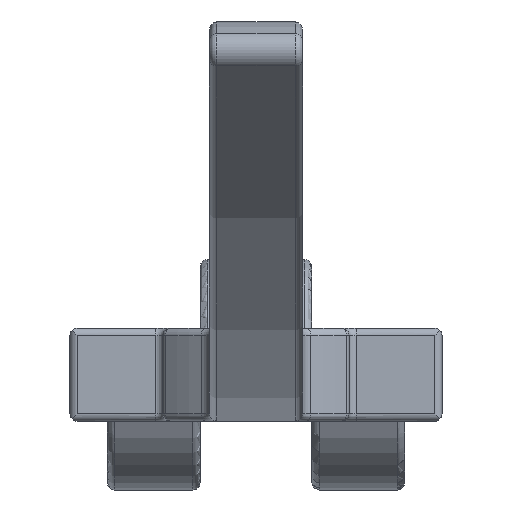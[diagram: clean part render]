
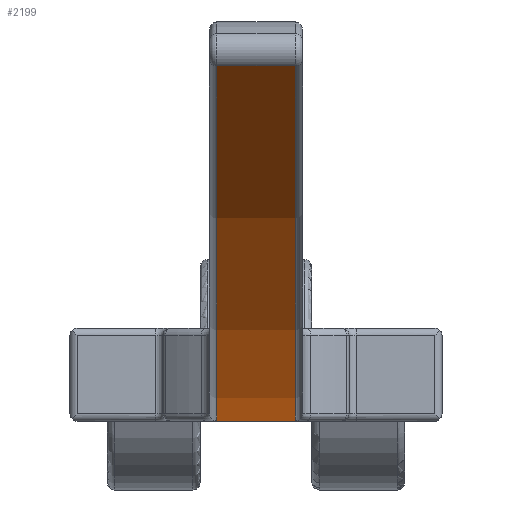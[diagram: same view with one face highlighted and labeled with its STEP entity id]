
A CAD part, left-side view. The second image highlights one B-rep face of the part: STEP entity #2199.
In plain terms, the highlighted cylindrical face has radius 51.046 mm (diameter 102.091 mm), a partial arc.
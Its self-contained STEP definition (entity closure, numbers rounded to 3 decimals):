
#247=FACE_OUTER_BOUND('',#390,.T.);
#390=EDGE_LOOP('',(#1986,#1987,#1988,#1989));
#523=CIRCLE('',#2501,51.046);
#526=CIRCLE('',#2509,51.046);
#566=LINE('',#3432,#707);
#668=LINE('',#4036,#809);
#707=VECTOR('',#2666,10.);
#809=VECTOR('',#3246,10.);
#894=VERTEX_POINT('',#3429);
#895=VERTEX_POINT('',#3431);
#1005=VERTEX_POINT('',#3980);
#1012=VERTEX_POINT('',#4012);
#1090=EDGE_CURVE('',#895,#894,#566,.T.);
#1325=EDGE_CURVE('',#895,#1012,#523,.T.);
#1329=EDGE_CURVE('',#1012,#1005,#668,.T.);
#1333=EDGE_CURVE('',#1005,#894,#526,.T.);
#1986=ORIENTED_EDGE('',*,*,#1325,.F.);
#1987=ORIENTED_EDGE('',*,*,#1090,.T.);
#1988=ORIENTED_EDGE('',*,*,#1333,.F.);
#1989=ORIENTED_EDGE('',*,*,#1329,.F.);
#2056=CYLINDRICAL_SURFACE('',#2524,51.046);
#2199=ADVANCED_FACE('',(#247),#2056,.T.);
#2501=AXIS2_PLACEMENT_3D('',#4029,#3234,#3235);
#2509=AXIS2_PLACEMENT_3D('',#4043,#3255,#3256);
#2524=AXIS2_PLACEMENT_3D('',#4076,#3288,#3289);
#2666=DIRECTION('',(0.,-1.,0.));
#3234=DIRECTION('center_axis',(0.,1.,0.));
#3235=DIRECTION('ref_axis',(-0.313,0.,-0.95));
#3246=DIRECTION('',(0.,-1.,0.));
#3255=DIRECTION('center_axis',(0.,-1.,0.));
#3256=DIRECTION('ref_axis',(-0.313,0.,-0.95));
#3288=DIRECTION('center_axis',(0.,1.,0.));
#3289=DIRECTION('ref_axis',(0.,0.,-1.));
#3429=CARTESIAN_POINT('',(30.347,-1.05,-10.));
#3431=CARTESIAN_POINT('',(30.347,1.05,-10.));
#3432=CARTESIAN_POINT('',(30.347,0.,-10.));
#3980=CARTESIAN_POINT('',(0.619,-1.05,-0.451));
#4012=CARTESIAN_POINT('',(0.619,1.05,-0.451));
#4029=CARTESIAN_POINT('Origin',(30.347,1.05,41.046));
#4036=CARTESIAN_POINT('',(0.619,0.,-0.451));
#4043=CARTESIAN_POINT('Origin',(30.347,-1.05,41.046));
#4076=CARTESIAN_POINT('Origin',(30.347,0.,41.046));
